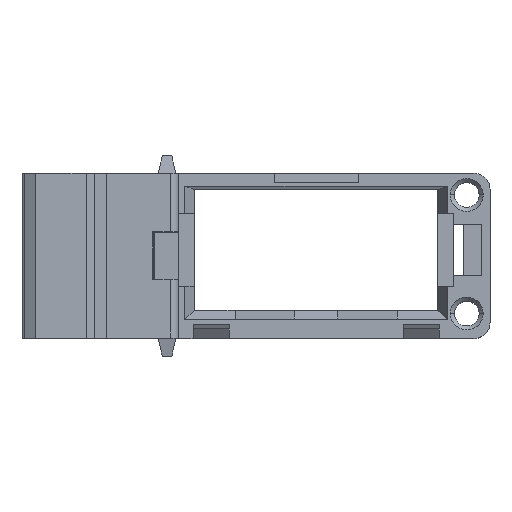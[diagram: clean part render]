
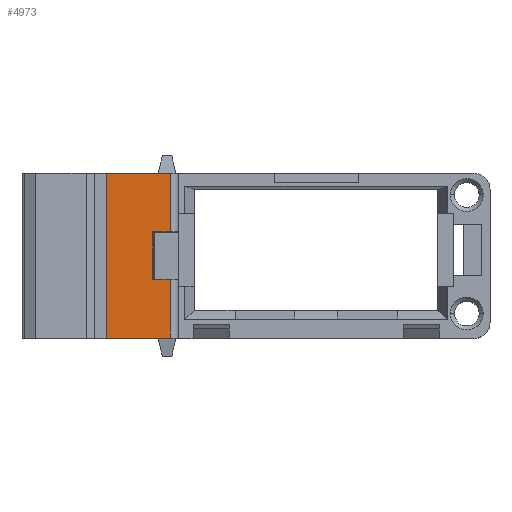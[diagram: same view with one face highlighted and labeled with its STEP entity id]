
A CAD part, top view. The second image highlights one B-rep face of the part: STEP entity #4973.
In plain terms, the highlighted planar face has unit normal (0, 0, 1).
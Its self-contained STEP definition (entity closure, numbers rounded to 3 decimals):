
#1179=DIRECTION('',(-1.,0.,0.));
#1180=VECTOR('',#1179,8.);
#1181=CARTESIAN_POINT('',(18.5,10.3,14.4));
#1182=LINE('',#1181,#1180);
#1510=DIRECTION('',(0.,1.,0.));
#1511=VECTOR('',#1510,7.35);
#1512=CARTESIAN_POINT('',(18.5,2.95,14.4));
#1513=LINE('',#1512,#1511);
#1526=DIRECTION('',(1.,0.,0.));
#1527=VECTOR('',#1526,2.2);
#1528=CARTESIAN_POINT('',(16.3,2.95,14.4));
#1529=LINE('',#1528,#1527);
#1543=DIRECTION('',(0.,-1.,0.));
#1544=VECTOR('',#1543,5.9);
#1545=CARTESIAN_POINT('',(16.3,2.95,14.4));
#1546=LINE('',#1545,#1544);
#1547=DIRECTION('',(1.,0.,0.));
#1548=VECTOR('',#1547,2.2);
#1549=CARTESIAN_POINT('',(16.3,-2.95,14.4));
#1550=LINE('',#1549,#1548);
#1551=DIRECTION('',(-1.,0.,0.));
#1552=VECTOR('',#1551,8.);
#1553=CARTESIAN_POINT('',(18.5,-10.3,14.4));
#1554=LINE('',#1553,#1552);
#1559=DIRECTION('',(0.,1.,0.));
#1560=VECTOR('',#1559,7.35);
#1561=CARTESIAN_POINT('',(18.5,-10.3,14.4));
#1562=LINE('',#1561,#1560);
#1567=DIRECTION('',(0.,-1.,0.));
#1568=VECTOR('',#1567,20.6);
#1569=CARTESIAN_POINT('',(10.5,10.3,14.4));
#1570=LINE('',#1569,#1568);
#2447=CARTESIAN_POINT('',(10.5,-10.3,14.4));
#2448=VERTEX_POINT('',#2447);
#2449=CARTESIAN_POINT('',(18.5,-10.3,14.4));
#2450=VERTEX_POINT('',#2449);
#2547=CARTESIAN_POINT('',(18.5,10.3,14.4));
#2548=VERTEX_POINT('',#2547);
#2549=CARTESIAN_POINT('',(10.5,10.3,14.4));
#2550=VERTEX_POINT('',#2549);
#2657=CARTESIAN_POINT('',(18.5,-2.95,14.4));
#2658=VERTEX_POINT('',#2657);
#2659=CARTESIAN_POINT('',(16.3,-2.95,14.4));
#2660=VERTEX_POINT('',#2659);
#2673=CARTESIAN_POINT('',(16.3,2.95,14.4));
#2674=VERTEX_POINT('',#2673);
#2675=CARTESIAN_POINT('',(18.5,2.95,14.4));
#2676=VERTEX_POINT('',#2675);
#4956=CARTESIAN_POINT('',(10.5,-10.3,14.4));
#4957=DIRECTION('',(0.,0.,1.));
#4958=DIRECTION('',(1.,0.,0.));
#4959=AXIS2_PLACEMENT_3D('',#4956,#4957,#4958);
#4960=PLANE('',#4959);
#4961=ORIENTED_EDGE('',*,*,#4950,.T.);
#4962=ORIENTED_EDGE('',*,*,#4535,.T.);
#4964=ORIENTED_EDGE('',*,*,#4963,.F.);
#4965=ORIENTED_EDGE('',*,*,#3235,.T.);
#4967=ORIENTED_EDGE('',*,*,#4966,.F.);
#4968=ORIENTED_EDGE('',*,*,#4601,.F.);
#4969=ORIENTED_EDGE('',*,*,#4918,.F.);
#4970=ORIENTED_EDGE('',*,*,#4934,.F.);
#4971=EDGE_LOOP('',(#4961,#4962,#4964,#4965,#4967,#4968,#4969,#4970));
#4972=FACE_OUTER_BOUND('',#4971,.F.);
#4973=ADVANCED_FACE('',(#4972),#4960,.T.);
#3235=EDGE_CURVE('',#2450,#2448,#1554,.T.);
#4535=EDGE_CURVE('',#2660,#2658,#1550,.T.);
#4601=EDGE_CURVE('',#2548,#2550,#1182,.T.);
#4918=EDGE_CURVE('',#2676,#2548,#1513,.T.);
#4934=EDGE_CURVE('',#2674,#2676,#1529,.T.);
#4950=EDGE_CURVE('',#2674,#2660,#1546,.T.);
#4963=EDGE_CURVE('',#2450,#2658,#1562,.T.);
#4966=EDGE_CURVE('',#2550,#2448,#1570,.T.);
